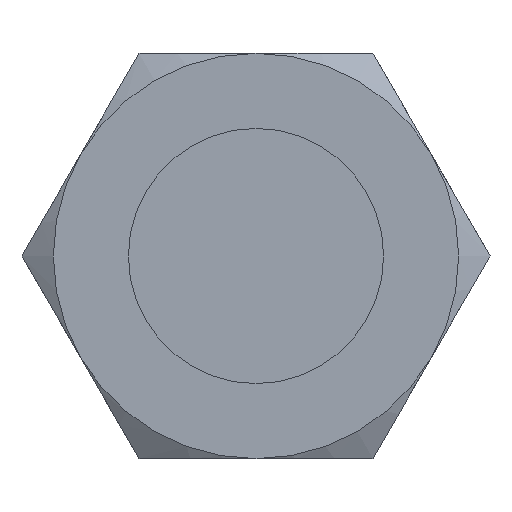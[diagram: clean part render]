
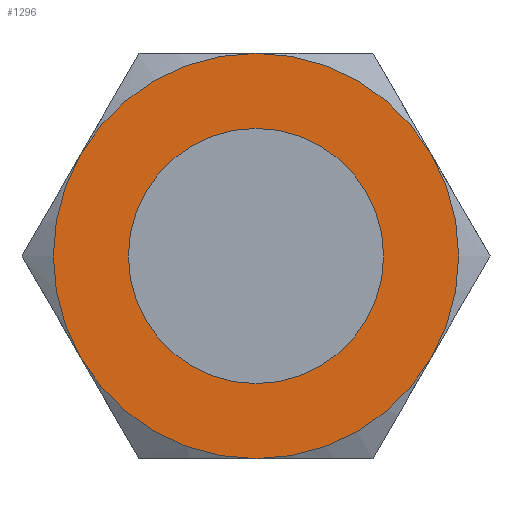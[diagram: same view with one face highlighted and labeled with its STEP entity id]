
A CAD part, left-side view. The second image highlights one B-rep face of the part: STEP entity #1296.
In plain terms, the highlighted planar face has unit normal (-1, 0, 0).
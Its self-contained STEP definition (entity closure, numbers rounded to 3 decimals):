
#64 = VERTEX_POINT ( 'NONE', #2402 ) ;
#94 = DIRECTION ( 'NONE',  ( 0., 0., 1. ) ) ;
#110 = CARTESIAN_POINT ( 'NONE',  ( 0., 11.691, -6.75 ) ) ;
#125 = AXIS2_PLACEMENT_3D ( 'NONE', #2579, #1146, #2836 ) ;
#167 = VERTEX_POINT ( 'NONE', #459 ) ;
#196 = EDGE_CURVE ( 'NONE', #167, #2866, #704, .T. ) ;
#223 = DIRECTION ( 'NONE',  ( -1., 0., 0. ) ) ;
#248 = AXIS2_PLACEMENT_3D ( 'NONE', #2544, #429, #2099 ) ;
#258 = EDGE_CURVE ( 'NONE', #2632, #64, #1813, .T. ) ;
#279 = CIRCLE ( 'NONE', #3095, 13.5 ) ;
#293 = CIRCLE ( 'NONE', #2917, 13.5 ) ;
#314 = EDGE_CURVE ( 'NONE', #3091, #2632, #1512, .T. ) ;
#429 = DIRECTION ( 'NONE',  ( -1., 0., 0. ) ) ;
#459 = CARTESIAN_POINT ( 'NONE',  ( 0., -11.691, 6.75 ) ) ;
#473 = AXIS2_PLACEMENT_3D ( 'NONE', #1650, #223, #2537 ) ;
#580 = VERTEX_POINT ( 'NONE', #2814 ) ;
#595 = ORIENTED_EDGE ( 'NONE', *, *, #782, .T. ) ;
#632 = CARTESIAN_POINT ( 'NONE',  ( 0., 0., 0. ) ) ;
#642 = ORIENTED_EDGE ( 'NONE', *, *, #2831, .T. ) ;
#652 = DIRECTION ( 'NONE',  ( -1., 0., 0. ) ) ;
#672 = DIRECTION ( 'NONE',  ( 1., 0., 0. ) ) ;
#677 = DIRECTION ( 'NONE',  ( -1., 0., 0. ) ) ;
#704 = CIRCLE ( 'NONE', #1238, 13.5 ) ;
#729 = ORIENTED_EDGE ( 'NONE', *, *, #314, .T. ) ;
#782 = EDGE_CURVE ( 'NONE', #2417, #1210, #3067, .T. ) ;
#871 = DIRECTION ( 'NONE',  ( 0., 1., 0. ) ) ;
#994 = DIRECTION ( 'NONE',  ( -1., 0., 0. ) ) ;
#996 = EDGE_CURVE ( 'NONE', #64, #167, #293, .T. ) ;
#1003 = CIRCLE ( 'NONE', #125, 13.5 ) ;
#1036 = ORIENTED_EDGE ( 'NONE', *, *, #1820, .T. ) ;
#1041 = CARTESIAN_POINT ( 'NONE',  ( 0., 0., -13.5 ) ) ;
#1055 = EDGE_CURVE ( 'NONE', #1210, #2417, #1340, .T. ) ;
#1139 = ORIENTED_EDGE ( 'NONE', *, *, #258, .T. ) ;
#1144 = DIRECTION ( 'NONE',  ( 0., 0., 1. ) ) ;
#1146 = DIRECTION ( 'NONE',  ( -1., 0., 0. ) ) ;
#1210 = VERTEX_POINT ( 'NONE', #2770 ) ;
#1238 = AXIS2_PLACEMENT_3D ( 'NONE', #2326, #652, #2092 ) ;
#1296 = ADVANCED_FACE ( 'NONE', ( #2276, #2198 ), #1369, .T. ) ;
#1340 = CIRCLE ( 'NONE', #2780, 8.5 ) ;
#1369 = PLANE ( 'NONE',  #248 ) ;
#1512 = CIRCLE ( 'NONE', #473, 13.5 ) ;
#1529 = DIRECTION ( 'NONE',  ( -1., 0., 0. ) ) ;
#1645 = CARTESIAN_POINT ( 'NONE',  ( 0., 0., 13.5 ) ) ;
#1650 = CARTESIAN_POINT ( 'NONE',  ( 0., 0., 0. ) ) ;
#1708 = ORIENTED_EDGE ( 'NONE', *, *, #996, .T. ) ;
#1718 = EDGE_LOOP ( 'NONE', ( #1763, #595 ) ) ;
#1763 = ORIENTED_EDGE ( 'NONE', *, *, #1055, .T. ) ;
#1813 = CIRCLE ( 'NONE', #2162, 13.5 ) ;
#1820 = EDGE_CURVE ( 'NONE', #2866, #580, #279, .T. ) ;
#2092 = DIRECTION ( 'NONE',  ( 0., 0., 1. ) ) ;
#2099 = DIRECTION ( 'NONE',  ( 0., 0., 1. ) ) ;
#2108 = CARTESIAN_POINT ( 'NONE',  ( 0., 0., 0. ) ) ;
#2162 = AXIS2_PLACEMENT_3D ( 'NONE', #2576, #677, #1144 ) ;
#2179 = AXIS2_PLACEMENT_3D ( 'NONE', #2108, #672, #2341 ) ;
#2198 = FACE_OUTER_BOUND ( 'NONE', #2648, .T. ) ;
#2234 = CARTESIAN_POINT ( 'NONE',  ( 0., -8.5, 0. ) ) ;
#2276 = FACE_BOUND ( 'NONE', #1718, .T. ) ;
#2309 = DIRECTION ( 'NONE',  ( 1., 0., 0. ) ) ;
#2326 = CARTESIAN_POINT ( 'NONE',  ( 0., 0., 0. ) ) ;
#2341 = DIRECTION ( 'NONE',  ( 0., 1., 0. ) ) ;
#2402 = CARTESIAN_POINT ( 'NONE',  ( 0., -11.691, -6.75 ) ) ;
#2411 = CARTESIAN_POINT ( 'NONE',  ( 0., 0., 0. ) ) ;
#2417 = VERTEX_POINT ( 'NONE', #2234 ) ;
#2513 = ORIENTED_EDGE ( 'NONE', *, *, #196, .T. ) ;
#2537 = DIRECTION ( 'NONE',  ( 0., 0., 1. ) ) ;
#2544 = CARTESIAN_POINT ( 'NONE',  ( 0., 7.794, -13.5 ) ) ;
#2576 = CARTESIAN_POINT ( 'NONE',  ( 0., 0., 0. ) ) ;
#2579 = CARTESIAN_POINT ( 'NONE',  ( 0., 0., 0. ) ) ;
#2632 = VERTEX_POINT ( 'NONE', #1041 ) ;
#2648 = EDGE_LOOP ( 'NONE', ( #2513, #1036, #642, #729, #1139, #1708 ) ) ;
#2659 = DIRECTION ( 'NONE',  ( 0., 0., 1. ) ) ;
#2770 = CARTESIAN_POINT ( 'NONE',  ( 0., 8.5, 0. ) ) ;
#2780 = AXIS2_PLACEMENT_3D ( 'NONE', #632, #2309, #871 ) ;
#2814 = CARTESIAN_POINT ( 'NONE',  ( 0., 11.691, 6.75 ) ) ;
#2831 = EDGE_CURVE ( 'NONE', #580, #3091, #1003, .T. ) ;
#2836 = DIRECTION ( 'NONE',  ( 0., 0., 1. ) ) ;
#2866 = VERTEX_POINT ( 'NONE', #1645 ) ;
#2917 = AXIS2_PLACEMENT_3D ( 'NONE', #2411, #994, #2659 ) ;
#2957 = CARTESIAN_POINT ( 'NONE',  ( 0., 0., 0. ) ) ;
#3067 = CIRCLE ( 'NONE', #2179, 8.5 ) ;
#3091 = VERTEX_POINT ( 'NONE', #110 ) ;
#3095 = AXIS2_PLACEMENT_3D ( 'NONE', #2957, #1529, #94 ) ;
